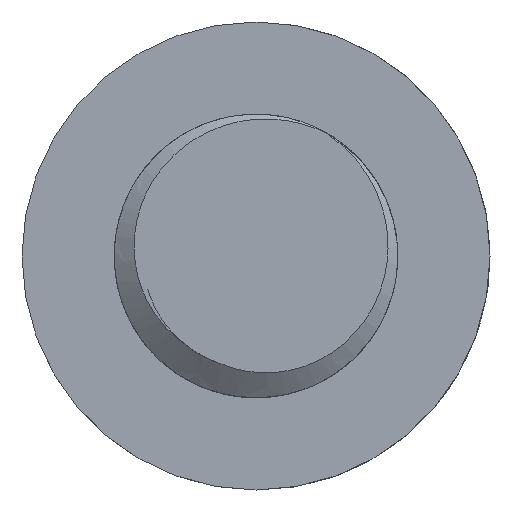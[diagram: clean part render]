
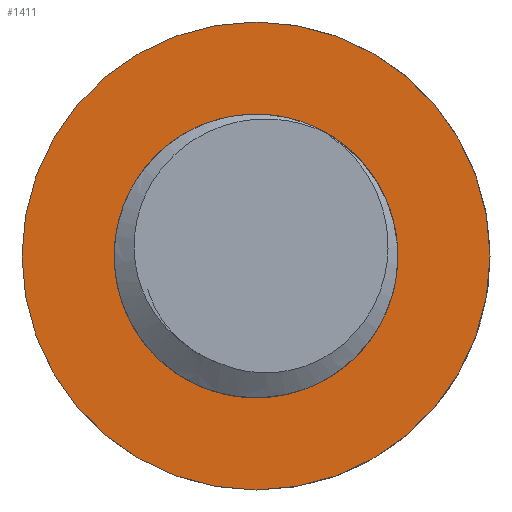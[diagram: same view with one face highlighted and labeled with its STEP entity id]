
A CAD part, front view. The second image highlights one B-rep face of the part: STEP entity #1411.
In plain terms, the highlighted planar face has unit normal (0, -1, 0).
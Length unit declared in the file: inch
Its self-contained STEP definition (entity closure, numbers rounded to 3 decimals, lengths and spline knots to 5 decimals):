
#16=FACE_BOUND('',#136,.T.);
#32=PLANE('',#1476);
#89=FACE_OUTER_BOUND('',#135,.T.);
#135=EDGE_LOOP('',(#1343,#1344));
#136=EDGE_LOOP('',(#1345,#1346,#1347,#1348));
#143=CIRCLE('',#1457,0.06496);
#144=CIRCLE('',#1458,0.06496);
#145=CIRCLE('',#1460,0.0315);
#301=B_SPLINE_CURVE_WITH_KNOTS('',3,(#4411,#4412,#4413,#4414),
 .UNSPECIFIED.,.F.,.F.,(4,4),(0.,0.00048),.UNSPECIFIED.);
#314=B_SPLINE_CURVE_WITH_KNOTS('',3,(#6452,#6453,#6454,#6455,#6456,#6457,
#6458,#6459,#6460,#6461,#6462,#6463,#6464,#6465,#6466,#6467,#6468,#6469),
 .UNSPECIFIED.,.F.,.F.,(4,2,2,2,2,2,2,2,4),(0.00001,0.04038,
0.09287,0.12972,0.16108,0.20112,
0.25875,0.29328,0.32177),.UNSPECIFIED.);
#315=B_SPLINE_CURVE_WITH_KNOTS('',3,(#6610,#6611,#6612,#6613,#6614,#6615,
#6616,#6617,#6618,#6619,#6620,#6621,#6622,#6623,#6624,#6625,#6626,#6627),
 .UNSPECIFIED.,.F.,.F.,(4,2,2,2,2,2,2,2,4),(0.00001,0.03044,
0.06004,0.10681,0.15917,0.2044,
0.25,0.29166,0.32907),.UNSPECIFIED.);
#593=VERTEX_POINT('',#4357);
#594=VERTEX_POINT('',#4358);
#597=VERTEX_POINT('',#4391);
#598=VERTEX_POINT('',#4408);
#599=VERTEX_POINT('',#4410);
#631=VERTEX_POINT('',#6349);
#807=EDGE_CURVE('',#593,#594,#143,.T.);
#808=EDGE_CURVE('',#594,#593,#144,.T.);
#813=EDGE_CURVE('',#597,#598,#145,.T.);
#814=EDGE_CURVE('',#599,#598,#301,.T.);
#869=EDGE_CURVE('',#597,#631,#314,.T.);
#870=EDGE_CURVE('',#631,#599,#315,.T.);
#1343=ORIENTED_EDGE('',*,*,#807,.T.);
#1344=ORIENTED_EDGE('',*,*,#808,.T.);
#1345=ORIENTED_EDGE('',*,*,#814,.T.);
#1346=ORIENTED_EDGE('',*,*,#813,.F.);
#1347=ORIENTED_EDGE('',*,*,#869,.T.);
#1348=ORIENTED_EDGE('',*,*,#870,.T.);
#1411=ADVANCED_FACE('',(#89,#16),#32,.T.);
#1457=AXIS2_PLACEMENT_3D('',#4359,#1545,#1546);
#1458=AXIS2_PLACEMENT_3D('',#4360,#1547,#1548);
#1460=AXIS2_PLACEMENT_3D('',#4409,#1552,#1553);
#1476=AXIS2_PLACEMENT_3D('',#6628,#1626,#1627);
#1545=DIRECTION('center_axis',(0.,-1.,0.));
#1546=DIRECTION('ref_axis',(0.,0.,-1.));
#1547=DIRECTION('center_axis',(0.,-1.,0.));
#1548=DIRECTION('ref_axis',(0.,0.,-1.));
#1552=DIRECTION('center_axis',(0.,-1.,0.));
#1553=DIRECTION('ref_axis',(0.,0.,1.));
#1626=DIRECTION('center_axis',(0.,-1.,0.));
#1627=DIRECTION('ref_axis',(0.,0.,-1.));
#4357=CARTESIAN_POINT('',(0.,0.29528,-0.06496));
#4358=CARTESIAN_POINT('',(0.,0.29528,0.06496));
#4359=CARTESIAN_POINT('Origin',(0.,0.29528,0.));
#4360=CARTESIAN_POINT('Origin',(0.,0.29528,0.));
#4391=CARTESIAN_POINT('',(0.03081,0.29527,-0.00655));
#4408=CARTESIAN_POINT('',(0.0308,0.29528,0.00655));
#4409=CARTESIAN_POINT('Origin',(0.,0.29528,0.));
#4410=CARTESIAN_POINT('',(0.03079,0.29528,0.00664));
#4411=CARTESIAN_POINT('Ctrl Pts',(0.03079,0.29528,
0.00664));
#4412=CARTESIAN_POINT('Ctrl Pts',(0.03079,0.29528,
0.00661));
#4413=CARTESIAN_POINT('Ctrl Pts',(0.0308,0.29528,
0.00658));
#4414=CARTESIAN_POINT('Ctrl Pts',(0.0308,0.29528,
0.00655));
#6349=CARTESIAN_POINT('',(-0.03936,0.29528,0.));
#6452=CARTESIAN_POINT('Ctrl Pts',(0.0308,0.29528,
-0.00655));
#6453=CARTESIAN_POINT('Ctrl Pts',(0.03015,0.29528,
-0.01181));
#6454=CARTESIAN_POINT('Ctrl Pts',(0.02833,0.29528,
-0.01578));
#6455=CARTESIAN_POINT('Ctrl Pts',(0.02497,0.29528,
-0.02169));
#6456=CARTESIAN_POINT('Ctrl Pts',(0.02226,0.29528,
-0.0251));
#6457=CARTESIAN_POINT('Ctrl Pts',(0.0158,0.29528,-0.03013));
#6458=CARTESIAN_POINT('Ctrl Pts',(0.01193,0.29528,
-0.0325));
#6459=CARTESIAN_POINT('Ctrl Pts',(0.00249,0.29528,
-0.03516));
#6460=CARTESIAN_POINT('Ctrl Pts',(-0.0021,0.29528,
-0.03553));
#6461=CARTESIAN_POINT('Ctrl Pts',(-0.01231,0.29528,
-0.03441));
#6462=CARTESIAN_POINT('Ctrl Pts',(-0.0168,0.29528,
-0.0325));
#6463=CARTESIAN_POINT('Ctrl Pts',(-0.02409,0.29528,
-0.02855));
#6464=CARTESIAN_POINT('Ctrl Pts',(-0.02784,0.29528,
-0.02541));
#6465=CARTESIAN_POINT('Ctrl Pts',(-0.03274,0.29528,
-0.01937));
#6466=CARTESIAN_POINT('Ctrl Pts',(-0.03501,0.29528,
-0.01606));
#6467=CARTESIAN_POINT('Ctrl Pts',(-0.03822,0.29528,
-0.0079));
#6468=CARTESIAN_POINT('Ctrl Pts',(-0.03909,0.29528,
-0.00399));
#6469=CARTESIAN_POINT('Ctrl Pts',(-0.03936,0.29528,
-0.00003));
#6610=CARTESIAN_POINT('Ctrl Pts',(-0.03936,0.29528,
0.));
#6611=CARTESIAN_POINT('Ctrl Pts',(-0.0391,0.29528,
0.00398));
#6612=CARTESIAN_POINT('Ctrl Pts',(-0.03823,0.29528,
0.00788));
#6613=CARTESIAN_POINT('Ctrl Pts',(-0.03531,0.29528,
0.01524));
#6614=CARTESIAN_POINT('Ctrl Pts',(-0.03332,0.29528,
0.01865));
#6615=CARTESIAN_POINT('Ctrl Pts',(-0.02698,0.29528,
0.02647));
#6616=CARTESIAN_POINT('Ctrl Pts',(-0.02278,0.29528,
0.02927));
#6617=CARTESIAN_POINT('Ctrl Pts',(-0.01614,0.29528,
0.03283));
#6618=CARTESIAN_POINT('Ctrl Pts',(-0.01173,0.29528,
0.03447));
#6619=CARTESIAN_POINT('Ctrl Pts',(-0.00217,0.29528,
0.03553));
#6620=CARTESIAN_POINT('Ctrl Pts',(0.00236,0.29528,
0.03516));
#6621=CARTESIAN_POINT('Ctrl Pts',(0.01098,0.29528,
0.03279));
#6622=CARTESIAN_POINT('Ctrl Pts',(0.01497,0.29528,
0.03078));
#6623=CARTESIAN_POINT('Ctrl Pts',(0.0217,0.29528,
0.02551));
#6624=CARTESIAN_POINT('Ctrl Pts',(0.02468,0.29528,
0.02225));
#6625=CARTESIAN_POINT('Ctrl Pts',(0.02894,0.29528,
0.01468));
#6626=CARTESIAN_POINT('Ctrl Pts',(0.03026,0.29528,
0.01071));
#6627=CARTESIAN_POINT('Ctrl Pts',(0.03079,0.29528,
0.00664));
#6628=CARTESIAN_POINT('Origin',(0.,0.29528,0.));
